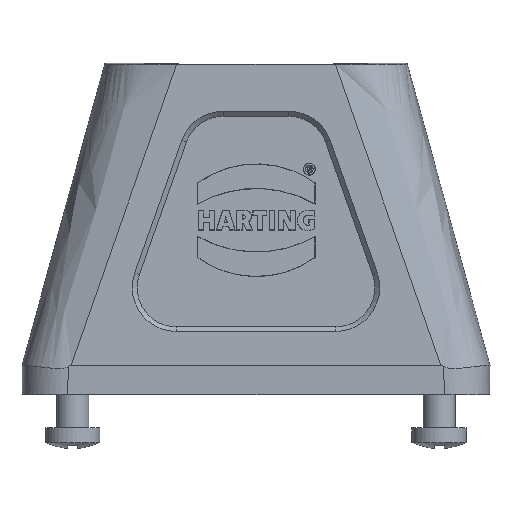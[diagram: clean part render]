
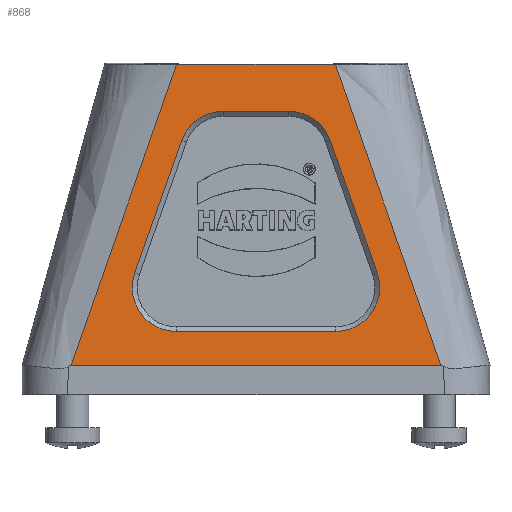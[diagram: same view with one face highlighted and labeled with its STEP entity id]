
A CAD part, front view. The second image highlights one B-rep face of the part: STEP entity #868.
In plain terms, the highlighted planar face has unit normal (0, -0.999, 0.045).
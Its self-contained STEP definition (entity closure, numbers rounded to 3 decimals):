
#704=CIRCLE('',#4495,4.5);
#705=CIRCLE('',#4496,4.5);
#706=CIRCLE('',#4497,4.5);
#707=CIRCLE('',#4498,4.5);
#773=FACE_BOUND('',#1435,.T.);
#774=FACE_BOUND('',#1436,.T.);
#868=ADVANCED_FACE('',(#773,#774),#1083,.F.);
#1083=PLANE('',#4499);
#1435=EDGE_LOOP('',(#2013,#2014,#2015,#2016,#2017,#2018,#2019,#2020));
#1436=EDGE_LOOP('',(#2021,#2022,#2023,#2024));
#1692=B_SPLINE_CURVE_WITH_KNOTS('',3,(#6612,#6613,#6614,#6615),
 .UNSPECIFIED.,.F.,.F.,(4,4),(0.,1.),.UNSPECIFIED.);
#1693=B_SPLINE_CURVE_WITH_KNOTS('',3,(#6616,#6617,#6618,#6619),
 .UNSPECIFIED.,.F.,.F.,(4,4),(0.,1.),.UNSPECIFIED.);
#2013=ORIENTED_EDGE('',*,*,#3396,.T.);
#2014=ORIENTED_EDGE('',*,*,#3397,.T.);
#2015=ORIENTED_EDGE('',*,*,#3398,.T.);
#2016=ORIENTED_EDGE('',*,*,#3399,.T.);
#2017=ORIENTED_EDGE('',*,*,#3400,.T.);
#2018=ORIENTED_EDGE('',*,*,#3401,.T.);
#2019=ORIENTED_EDGE('',*,*,#3402,.T.);
#2020=ORIENTED_EDGE('',*,*,#3403,.T.);
#2021=ORIENTED_EDGE('',*,*,#3404,.T.);
#2022=ORIENTED_EDGE('',*,*,#3212,.T.);
#2023=ORIENTED_EDGE('',*,*,#3405,.T.);
#2024=ORIENTED_EDGE('',*,*,#3392,.F.);
#2845=VERTEX_POINT('',#5588);
#2846=VERTEX_POINT('',#5590);
#3008=VERTEX_POINT('',#6579);
#3009=VERTEX_POINT('',#6581);
#3010=VERTEX_POINT('',#6597);
#3011=VERTEX_POINT('',#6598);
#3012=VERTEX_POINT('',#6600);
#3013=VERTEX_POINT('',#6602);
#3014=VERTEX_POINT('',#6604);
#3015=VERTEX_POINT('',#6606);
#3016=VERTEX_POINT('',#6608);
#3017=VERTEX_POINT('',#6610);
#3212=EDGE_CURVE('',#2846,#2845,#3729,.T.);
#3392=EDGE_CURVE('',#3008,#3009,#3852,.T.);
#3396=EDGE_CURVE('',#3010,#3011,#3853,.T.);
#3397=EDGE_CURVE('',#3011,#3012,#704,.T.);
#3398=EDGE_CURVE('',#3012,#3013,#3854,.T.);
#3399=EDGE_CURVE('',#3013,#3014,#705,.T.);
#3400=EDGE_CURVE('',#3014,#3015,#3855,.T.);
#3401=EDGE_CURVE('',#3015,#3016,#706,.T.);
#3402=EDGE_CURVE('',#3016,#3017,#3856,.T.);
#3403=EDGE_CURVE('',#3017,#3010,#707,.T.);
#3404=EDGE_CURVE('',#3008,#2846,#1692,.T.);
#3405=EDGE_CURVE('',#2845,#3009,#1693,.T.);
#3729=LINE('',#5589,#4038);
#3852=LINE('',#6580,#4161);
#3853=LINE('',#6596,#4162);
#3854=LINE('',#6601,#4163);
#3855=LINE('',#6605,#4164);
#3856=LINE('',#6609,#4165);
#4038=VECTOR('',#4730,1.);
#4161=VECTOR('',#4915,1.);
#4162=VECTOR('',#4920,1.);
#4163=VECTOR('',#4923,1.);
#4164=VECTOR('',#4926,1.);
#4165=VECTOR('',#4929,1.);
#4495=AXIS2_PLACEMENT_3D('',#6599,#4921,#4922);
#4496=AXIS2_PLACEMENT_3D('',#6603,#4924,#4925);
#4497=AXIS2_PLACEMENT_3D('',#6607,#4927,#4928);
#4498=AXIS2_PLACEMENT_3D('',#6611,#4930,#4931);
#4499=AXIS2_PLACEMENT_3D('',#6620,#4932,#4933);
#4730=DIRECTION('',(-1.,0.,0.));
#4915=DIRECTION('',(-1.,0.,0.));
#4920=DIRECTION('',(-1.,0.,0.));
#4921=DIRECTION('',(0.,0.999,-0.045));
#4922=DIRECTION('',(0.,0.045,0.999));
#4923=DIRECTION('',(0.334,0.043,0.942));
#4924=DIRECTION('',(0.,0.999,-0.045));
#4925=DIRECTION('',(0.,0.045,0.999));
#4926=DIRECTION('',(1.,0.,0.));
#4927=DIRECTION('',(0.,0.999,-0.045));
#4928=DIRECTION('',(0.,0.045,0.999));
#4929=DIRECTION('',(0.334,-0.043,-0.942));
#4930=DIRECTION('',(0.,0.999,-0.045));
#4931=DIRECTION('',(0.,0.045,0.999));
#4932=DIRECTION('',(0.,0.999,-0.045));
#4933=DIRECTION('',(0.,0.045,0.999));
#5588=CARTESIAN_POINT('',(-8.149,-15.506,33.865));
#5589=CARTESIAN_POINT('',(0.,-15.506,33.865));
#5590=CARTESIAN_POINT('',(8.149,-15.506,33.865));
#6579=CARTESIAN_POINT('',(18.966,-16.9,3.));
#6580=CARTESIAN_POINT('',(237.6,-16.9,3.));
#6581=CARTESIAN_POINT('',(-18.966,-16.9,3.));
#6596=CARTESIAN_POINT('',(237.6,-16.742,6.496));
#6597=CARTESIAN_POINT('',(8.19,-16.742,6.496));
#6598=CARTESIAN_POINT('',(-8.19,-16.742,6.496));
#6599=CARTESIAN_POINT('',(-8.19,-16.539,10.992));
#6600=CARTESIAN_POINT('',(-12.432,-16.471,12.493));
#6601=CARTESIAN_POINT('',(22.21,-12.058,110.206));
#6602=CARTESIAN_POINT('',(-7.615,-15.858,26.079));
#6603=CARTESIAN_POINT('',(-3.373,-15.926,24.578));
#6604=CARTESIAN_POINT('',(-3.373,-15.722,29.073));
#6605=CARTESIAN_POINT('',(237.6,-15.722,29.073));
#6606=CARTESIAN_POINT('',(3.373,-15.722,29.073));
#6607=CARTESIAN_POINT('',(3.373,-15.926,24.578));
#6608=CARTESIAN_POINT('',(7.615,-15.858,26.079));
#6609=CARTESIAN_POINT('',(30.752,-18.805,-39.184));
#6610=CARTESIAN_POINT('',(12.432,-16.471,12.493));
#6611=CARTESIAN_POINT('',(8.19,-16.539,10.992));
#6612=CARTESIAN_POINT('',(18.966,-16.9,3.));
#6613=CARTESIAN_POINT('',(15.361,-16.435,13.288));
#6614=CARTESIAN_POINT('',(11.755,-15.971,23.576));
#6615=CARTESIAN_POINT('',(8.149,-15.506,33.865));
#6616=CARTESIAN_POINT('',(-8.149,-15.506,33.865));
#6617=CARTESIAN_POINT('',(-11.755,-15.971,23.576));
#6618=CARTESIAN_POINT('',(-15.361,-16.435,13.288));
#6619=CARTESIAN_POINT('',(-18.966,-16.9,3.));
#6620=CARTESIAN_POINT('',(237.6,-15.5,34.));
